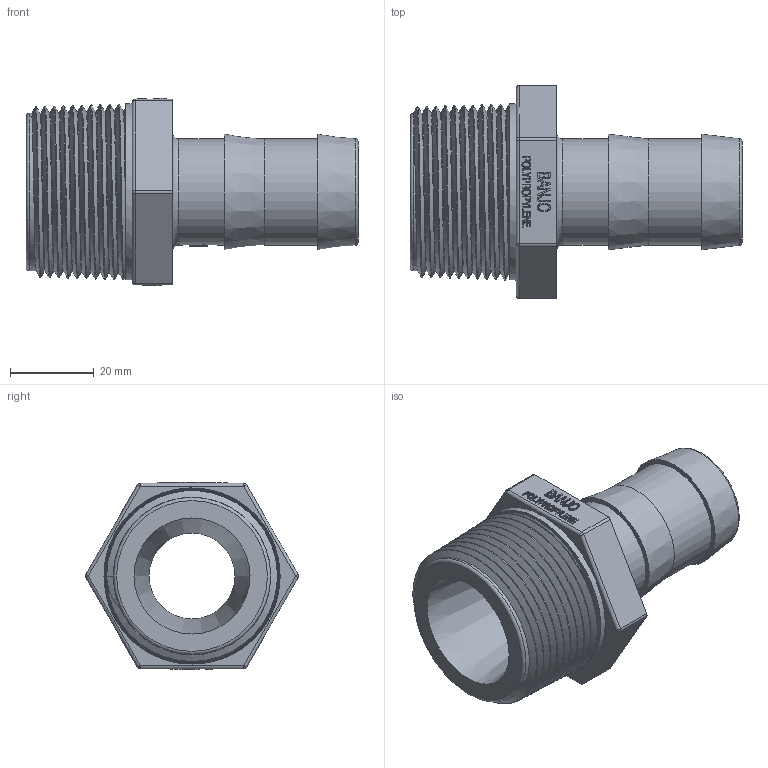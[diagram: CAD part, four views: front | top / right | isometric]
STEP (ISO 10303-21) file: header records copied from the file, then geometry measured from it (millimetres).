
FILE_DESCRIPTION(/* description */ ('1 1/4" NPT THREAD X 1" HOSE BARB'),/* implementation_level */ '2;1');
FILE_NAME(/* name */ 'HB125-100.stp',/* time_stamp */ '2013-12-17T10:40:55-05:00',/* author */ ('DCerny'),/* organization */ (''),/* preprocessor_version */ 'ST-DEVELOPER v15.2',/* originating_system */ 'Autodesk Inventor 2014',/* authorisation */ '');
FILE_SCHEMA (('AUTOMOTIVE_DESIGN { 1 0 10303 214 3 1 1 }'));
Length unit declared in the file: inch
Products named in the file (1): HB125-100
Bounding box: 79.5 x 51.09 x 44.96 mm (x, y, z)
Volume: 42044.8 mm3; surface area: 18434.4 mm2
Topology: 1 solids, 1 shells, 383 faces, 990 edges, 651 vertices
Faces by surface type: plane 242, bspline 96, cylinder 20, cone 16, sphere 6, torus 3
Full cylindrical faces by diameter (mm): 20.574 x1, 25.4 x2, 42.164 x1
Entity records: 13748 total; most frequent: CARTESIAN_POINT 5291, ORIENTED_EDGE 1898, DIRECTION 1372, EDGE_CURVE 949, LINE 686, VECTOR 686, VERTEX_POINT 631, EDGE_LOOP 428
